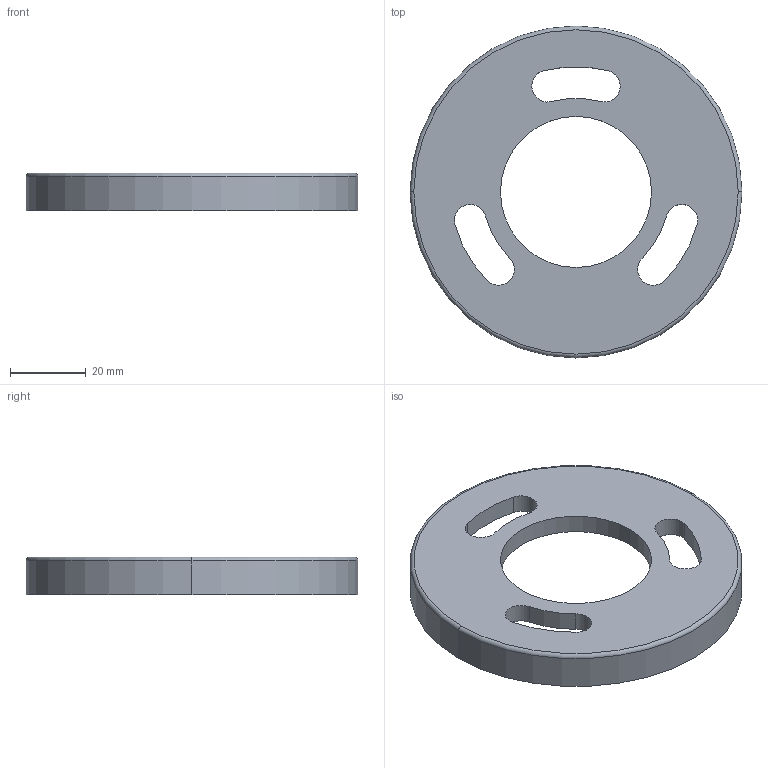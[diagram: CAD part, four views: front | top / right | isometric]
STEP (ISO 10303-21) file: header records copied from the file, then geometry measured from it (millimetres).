
FILE_DESCRIPTION (( 'STEP AP214' ), '1' );
FILE_NAME ('couronne.STEP', '2019-02-28T14:10:58', ( '' ), ( '' ), 'SwSTEP 2.0', 'SolidWorks 2018', '' );
FILE_SCHEMA (( 'AUTOMOTIVE_DESIGN' ));
Length unit declared in the file: millimetre
Products named in the file (1): couronne
Bounding box: 87.9 x 87.9 x 10 mm (x, y, z)
Volume: 27765.2 mm3; surface area: 13661.3 mm2
Topology: 1 solids, 1 shells, 30 faces, 75 edges, 48 vertices
Faces by surface type: cylinder 21, torus 6, plane 3
Entity records: 975 total; most frequent: DIRECTION 191, CARTESIAN_POINT 154, ORIENTED_EDGE 150, AXIS2_PLACEMENT_3D 85, EDGE_CURVE 75, CIRCLE 54, VERTEX_POINT 48, EDGE_LOOP 39
